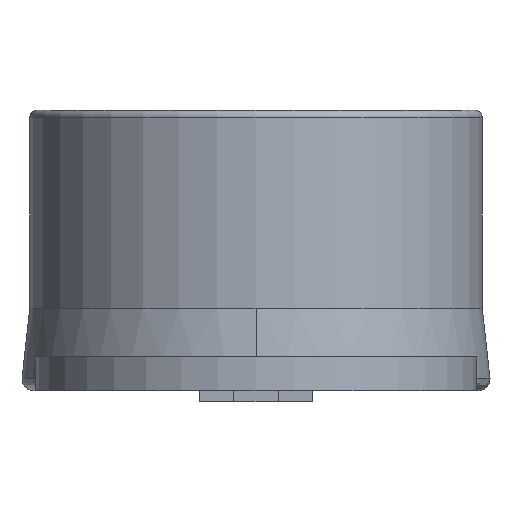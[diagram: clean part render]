
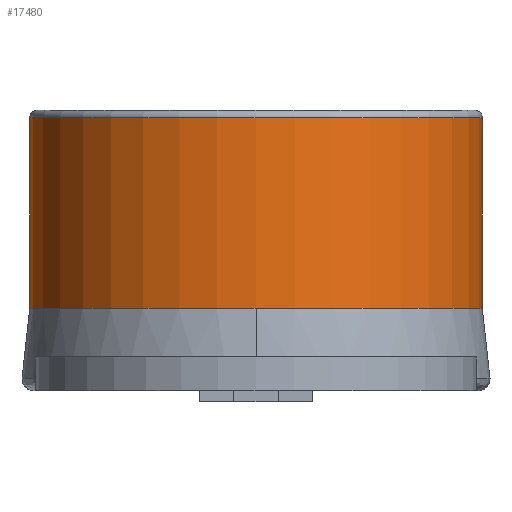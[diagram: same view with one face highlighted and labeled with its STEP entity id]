
A CAD part, front view. The second image highlights one B-rep face of the part: STEP entity #17480.
In plain terms, the highlighted cylindrical face has radius 6.05 mm (diameter 12.1 mm), a partial arc.
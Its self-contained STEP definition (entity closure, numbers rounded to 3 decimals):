
#2550=CARTESIAN_POINT('',(-0.191,3.08,7.33));
#2560=DIRECTION('',(0.,0.,-1.));
#2570=DIRECTION('',(-1.,0.,0.));
#2580=AXIS2_PLACEMENT_3D('',#2550,#2560,#2570);
#2590=CYLINDRICAL_SURFACE('',#2580,6.05);
#2600=CARTESIAN_POINT('',(5.859,3.08,7.33));
#2610=DIRECTION('',(0.,0.,-1.));
#2620=VECTOR('',#2610,1.);
#2630=LINE('',#2600,#2620);
#2640=CARTESIAN_POINT('',(5.859,3.08,7.3));
#2650=VERTEX_POINT('',#2640);
#2660=CARTESIAN_POINT('',(5.859,3.08,2.2));
#2670=VERTEX_POINT('',#2660);
#2680=EDGE_CURVE('',#2650,#2670,#2630,.T.);
#2700=CARTESIAN_POINT('',(-0.191,3.08,
7.3));
#2710=DIRECTION('',(0.,0.,-1.));
#2720=DIRECTION('',(-1.,0.,0.));
#2730=AXIS2_PLACEMENT_3D('',#2700,#2710,#2720);
#2740=CIRCLE('',#2730,6.05);
#2750=CARTESIAN_POINT('',(-6.241,3.08,7.3));
#2760=VERTEX_POINT('',#2750);
#2790=CARTESIAN_POINT('',(-6.241,3.08,7.33));
#2800=DIRECTION('',(0.,0.,-1.));
#2810=VECTOR('',#2800,1.);
#2820=LINE('',#2790,#2810);
#2830=CARTESIAN_POINT('',(-6.241,3.08,2.2));
#2840=VERTEX_POINT('',#2830);
#2850=EDGE_CURVE('',#2760,#2840,#2820,.T.);
#2870=CARTESIAN_POINT('',(-0.191,3.08,2.2));
#2880=DIRECTION('',(0.,0.,-1.));
#2890=DIRECTION('',(-1.,0.,0.));
#2900=AXIS2_PLACEMENT_3D('',#2870,#2880,#2890);
#2910=CIRCLE('',#2900,6.05);
#3440=CARTESIAN_POINT('',(-0.191,-2.97,
2.2));
#3450=VERTEX_POINT('',#3440);
#3480=EDGE_CURVE('',#2670,#3450,#2910,.T.);
#13420=EDGE_CURVE('',#2650,#2760,#2740,.T.);
#17070=EDGE_CURVE('',#3450,#2840,#2910,.T.);
#17410=ORIENTED_EDGE('',*,*,#2680,.F.);
#17420=ORIENTED_EDGE('',*,*,#3480,.F.);
#17430=ORIENTED_EDGE('',*,*,#17070,.F.);
#17440=ORIENTED_EDGE('',*,*,#2850,.T.);
#17450=ORIENTED_EDGE('',*,*,#13420,.T.);
#17460=EDGE_LOOP('',(#17450,#17440,#17430,#17420,#17410));
#17470=FACE_OUTER_BOUND('',#17460,.T.);
#17480=ADVANCED_FACE('',(#17470),#2590,.T.);
